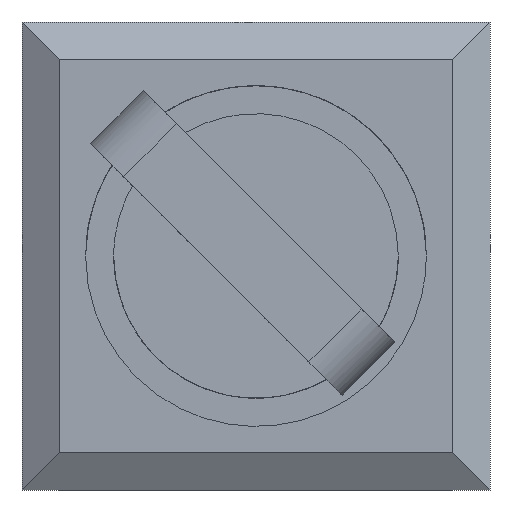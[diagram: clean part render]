
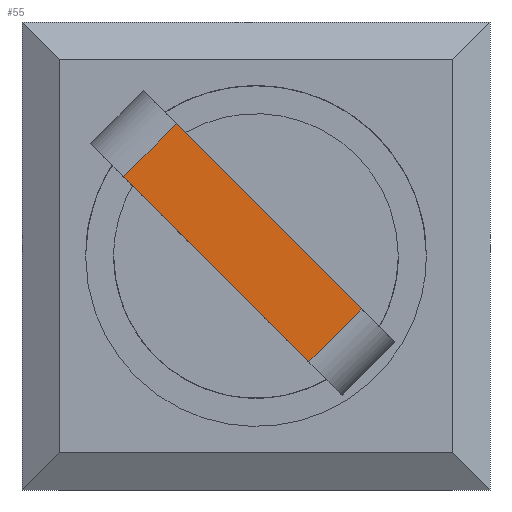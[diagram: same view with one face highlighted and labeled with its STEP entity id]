
A CAD part, front view. The second image highlights one B-rep face of the part: STEP entity #55.
In plain terms, the highlighted free-form (B-spline) face has degree [1, 1] with [2, 2] control points.
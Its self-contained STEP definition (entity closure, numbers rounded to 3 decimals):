
#55=ADVANCED_FACE('',(#469),#13584,.T.);
#469=FACE_OUTER_BOUND('',#860,.T.);
#860=EDGE_LOOP('',(#1313,#1314,#1315,#1316));
#1313=ORIENTED_EDGE('',*,*,#9210,.F.);
#1314=ORIENTED_EDGE('',*,*,#9224,.T.);
#1315=ORIENTED_EDGE('',*,*,#9184,.F.);
#1316=ORIENTED_EDGE('',*,*,#9225,.T.);
#3944=PCURVE('',#13581,#6040);
#3972=PCURVE('',#13583,#6068);
#3986=PCURVE('',#13584,#6082);
#3987=PCURVE('',#13584,#6083);
#3988=PCURVE('',#13584,#6084);
#3989=PCURVE('',#13584,#6085);
#3995=PCURVE('',#13483,#6091);
#3999=PCURVE('',#13484,#6095);
#6040=DEFINITIONAL_REPRESENTATION('',(#10234),#26271);
#6068=DEFINITIONAL_REPRESENTATION('',(#10263),#26271);
#6082=DEFINITIONAL_REPRESENTATION('',(#10276),#26271);
#6083=DEFINITIONAL_REPRESENTATION('',(#10278),#26271);
#6084=DEFINITIONAL_REPRESENTATION('',(#10279),#26271);
#6085=DEFINITIONAL_REPRESENTATION('',(#10281),#26271);
#6091=DEFINITIONAL_REPRESENTATION('',(#10289),#26271);
#6095=DEFINITIONAL_REPRESENTATION('',(#10293),#26271);
#8136=SURFACE_CURVE('',#10233,(#3944,#3988),.PCURVE_S1.);
#8162=SURFACE_CURVE('',#10262,(#3972,#3986),.PCURVE_S1.);
#8176=SURFACE_CURVE('',#10277,(#3987,#3995),.PCURVE_S1.);
#8177=SURFACE_CURVE('',#10280,(#3989,#3999),.PCURVE_S1.);
#9184=EDGE_CURVE('',#12802,#12801,#8136,.T.);
#9210=EDGE_CURVE('',#12810,#12809,#8162,.T.);
#9224=EDGE_CURVE('',#12810,#12801,#8176,.T.);
#9225=EDGE_CURVE('',#12802,#12809,#8177,.T.);
#10233=B_SPLINE_CURVE_WITH_KNOTS('',1,(#15091,#15092),.UNSPECIFIED.,.F.,
 .F.,(2,2),(-43.5,-29.5),.UNSPECIFIED.);
#10234=B_SPLINE_CURVE_WITH_KNOTS('',1,(#15093,#15094),.UNSPECIFIED.,.F.,
 .F.,(2,2),(-43.5,-29.5),.UNSPECIFIED.);
#10262=B_SPLINE_CURVE_WITH_KNOTS('',1,(#15478,#15479),.UNSPECIFIED.,.F.,
 .F.,(2,2),(-20.5,-6.5),.UNSPECIFIED.);
#10263=B_SPLINE_CURVE_WITH_KNOTS('',1,(#15480,#15481),.UNSPECIFIED.,.F.,
 .F.,(2,2),(-20.5,-6.5),.UNSPECIFIED.);
#10276=B_SPLINE_CURVE_WITH_KNOTS('',1,(#15648,#15649),.UNSPECIFIED.,.F.,
 .F.,(2,2),(-20.5,-6.5),.UNSPECIFIED.);
#10277=B_SPLINE_CURVE_WITH_KNOTS('',1,(#15650,#15651),.UNSPECIFIED.,.F.,
 .F.,(2,2),(-4.,0.),.UNSPECIFIED.);
#10278=B_SPLINE_CURVE_WITH_KNOTS('',3,(#15652,#15653,#15654,#15655),
 .UNSPECIFIED.,.F.,.F.,(4,4),(-4.,0.),.UNSPECIFIED.);
#10279=B_SPLINE_CURVE_WITH_KNOTS('',1,(#15656,#15657),.UNSPECIFIED.,.F.,
 .F.,(2,2),(-43.5,-29.5),.UNSPECIFIED.);
#10280=B_SPLINE_CURVE_WITH_KNOTS('',1,(#15658,#15659),.UNSPECIFIED.,.F.,
 .F.,(2,2),(-4.,0.),.UNSPECIFIED.);
#10281=B_SPLINE_CURVE_WITH_KNOTS('',3,(#15660,#15661,#15662,#15663),
 .UNSPECIFIED.,.F.,.F.,(4,4),(-4.,0.),.UNSPECIFIED.);
#10289=B_SPLINE_CURVE_WITH_KNOTS('',1,(#15682,#15683),.UNSPECIFIED.,.F.,
 .F.,(2,2),(-4.,0.),.UNSPECIFIED.);
#10293=B_SPLINE_CURVE_WITH_KNOTS('',1,(#15690,#15691),.UNSPECIFIED.,.F.,
 .F.,(2,2),(-4.,0.),.UNSPECIFIED.);
#12801=VERTEX_POINT('',#14872);
#12802=VERTEX_POINT('',#14873);
#12809=VERTEX_POINT('',#14880);
#12810=VERTEX_POINT('',#14881);
#13483=(
BOUNDED_SURFACE()
B_SPLINE_SURFACE(2,1,((#14372,#14373),(#14374,#14375),(#14376,#14377)),
 .UNSPECIFIED.,.F.,.F.,.F.)
B_SPLINE_SURFACE_WITH_KNOTS((3,3),(2,2),(0.,3.927),(-2.5,6.5),
 .UNSPECIFIED.)
GEOMETRIC_REPRESENTATION_ITEM()
RATIONAL_B_SPLINE_SURFACE(((1.,1.),(0.707,0.707),
(1.,1.)))
REPRESENTATION_ITEM('')
SURFACE()
);
#13484=(
BOUNDED_SURFACE()
B_SPLINE_SURFACE(2,1,((#14378,#14379),(#14380,#14381),(#14382,#14383)),
 .UNSPECIFIED.,.F.,.F.,.F.)
B_SPLINE_SURFACE_WITH_KNOTS((3,3),(2,2),(0.,3.927),(-2.5,6.5),
 .UNSPECIFIED.)
GEOMETRIC_REPRESENTATION_ITEM()
RATIONAL_B_SPLINE_SURFACE(((1.,1.),(0.707,0.707),
(1.,1.)))
REPRESENTATION_ITEM('')
SURFACE()
);
#13581=B_SPLINE_SURFACE_WITH_KNOTS('',1,1,((#14352,#14353),(#14354,#14355)),
 .UNSPECIFIED.,.F.,.F.,.F.,(2,2),(2,2),(-46.,-27.),(0.,21.),
 .UNSPECIFIED.);
#13583=B_SPLINE_SURFACE_WITH_KNOTS('',1,1,((#14360,#14361),(#14362,#14363)),
 .UNSPECIFIED.,.F.,.F.,.F.,(2,2),(2,2),(-23.,-4.),(0.,21.),
 .UNSPECIFIED.);
#13584=B_SPLINE_SURFACE_WITH_KNOTS('',1,1,((#14364,#14365),(#14366,#14367)),
 .UNSPECIFIED.,.F.,.F.,.F.,(2,2),(2,2),(0.,19.),(-4.,0.),.UNSPECIFIED.);
#14352=CARTESIAN_POINT('',(-6.012,-25.6,8.837));
#14353=CARTESIAN_POINT('',(-6.012,-4.6,8.837));
#14354=CARTESIAN_POINT('',(7.423,-25.6,-4.598));
#14355=CARTESIAN_POINT('',(7.423,-4.6,-4.598));
#14360=CARTESIAN_POINT('',(4.594,-25.6,-7.426));
#14361=CARTESIAN_POINT('',(4.594,-4.6,-7.426));
#14362=CARTESIAN_POINT('',(-8.841,-25.6,6.009));
#14363=CARTESIAN_POINT('',(-8.841,-4.6,6.009));
#14364=CARTESIAN_POINT('',(-8.841,-25.6,6.009));
#14365=CARTESIAN_POINT('',(-6.012,-25.6,8.837));
#14366=CARTESIAN_POINT('',(4.594,-25.6,-7.426));
#14367=CARTESIAN_POINT('',(7.423,-25.6,-4.598));
#14372=CARTESIAN_POINT('',(9.191,-23.1,-2.83));
#14373=CARTESIAN_POINT('',(2.827,-23.1,-9.194));
#14374=CARTESIAN_POINT('',(9.191,-25.6,-2.83));
#14375=CARTESIAN_POINT('',(2.827,-25.6,-9.194));
#14376=CARTESIAN_POINT('',(7.423,-25.6,-1.062));
#14377=CARTESIAN_POINT('',(1.059,-25.6,-7.426));
#14378=CARTESIAN_POINT('',(-10.608,-23.1,4.241));
#14379=CARTESIAN_POINT('',(-4.244,-23.1,10.605));
#14380=CARTESIAN_POINT('',(-10.608,-25.6,4.241));
#14381=CARTESIAN_POINT('',(-4.244,-25.6,10.605));
#14382=CARTESIAN_POINT('',(-8.841,-25.6,2.473));
#14383=CARTESIAN_POINT('',(-2.477,-25.6,8.837));
#14872=CARTESIAN_POINT('',(5.655,-25.6,-2.83));
#14873=CARTESIAN_POINT('',(-4.244,-25.6,7.069));
#14880=CARTESIAN_POINT('',(-7.073,-25.6,4.241));
#14881=CARTESIAN_POINT('',(2.827,-25.6,-5.659));
#15091=CARTESIAN_POINT('',(-4.244,-25.6,7.069));
#15092=CARTESIAN_POINT('',(5.655,-25.6,-2.83));
#15093=CARTESIAN_POINT('',(-43.5,0.));
#15094=CARTESIAN_POINT('',(-29.5,0.));
#15478=CARTESIAN_POINT('',(2.827,-25.6,-5.659));
#15479=CARTESIAN_POINT('',(-7.073,-25.6,4.241));
#15480=CARTESIAN_POINT('',(-20.5,0.));
#15481=CARTESIAN_POINT('',(-6.5,0.));
#15648=CARTESIAN_POINT('',(16.5,-4.));
#15649=CARTESIAN_POINT('',(2.5,-4.));
#15650=CARTESIAN_POINT('',(2.827,-25.6,-5.659));
#15651=CARTESIAN_POINT('',(5.655,-25.6,-2.83));
#15652=CARTESIAN_POINT('',(16.5,-4.));
#15653=CARTESIAN_POINT('',(16.5,-2.667));
#15654=CARTESIAN_POINT('',(16.5,-1.333));
#15655=CARTESIAN_POINT('',(16.5,0.));
#15656=CARTESIAN_POINT('',(2.5,0.));
#15657=CARTESIAN_POINT('',(16.5,0.));
#15658=CARTESIAN_POINT('',(-4.244,-25.6,7.069));
#15659=CARTESIAN_POINT('',(-7.073,-25.6,4.241));
#15660=CARTESIAN_POINT('',(2.5,0.));
#15661=CARTESIAN_POINT('',(2.5,-1.333));
#15662=CARTESIAN_POINT('',(2.5,-2.667));
#15663=CARTESIAN_POINT('',(2.5,-4.));
#15682=CARTESIAN_POINT('',(3.927,4.));
#15683=CARTESIAN_POINT('',(3.927,0.));
#15690=CARTESIAN_POINT('',(3.927,4.));
#15691=CARTESIAN_POINT('',(3.927,0.));
#26271=(
GEOMETRIC_REPRESENTATION_CONTEXT(2)
PARAMETRIC_REPRESENTATION_CONTEXT()
REPRESENTATION_CONTEXT('pspace','')
);
